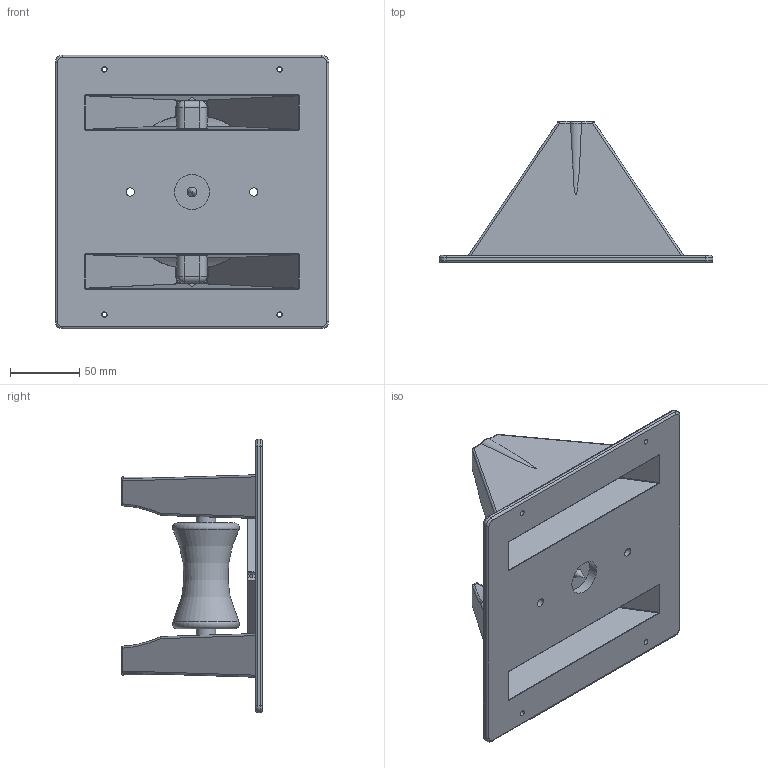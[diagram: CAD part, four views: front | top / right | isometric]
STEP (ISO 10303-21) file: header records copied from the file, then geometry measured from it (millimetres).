
FILE_DESCRIPTION((''),'2;1');
FILE_NAME('3-R-2.stp','2012-11-21T08:22:41',('rdavis'),(''),'Autodesk Inventor 2013','Autodesk Inventor 2013','');
FILE_SCHEMA(('AUTOMOTIVE_DESIGN { 1 0 10303 214 1 1 1 1 }'));
Length unit declared in the file: inch
Products named in the file (5): 3-R-2; 3R No Logo; 3-R roller assy; 3 inch Roller_3_ Roller; Rod for 3R Pipestand
Assembly tree (4 placements, depth 3):
  3-R-2
    3R No Logo
    3-R roller assy
      3 inch Roller_3_ Roller
      Rod for 3R Pipestand
Bounding box: 196.85 x 101.6 x 196.85 mm (x, y, z)
Volume: 390217.2 mm3; surface area: 205061.6 mm2
Topology: 3 solids, 3 shells, 1659 faces, 4343 edges, 2819 vertices
Faces by surface type: plane 1007, bspline 399, cylinder 129, torus 57, sphere 44, cone 23
Full cylindrical faces by diameter (mm): 3.81 x2, 5.08 x1, 6.096 x2, 6.35 x3, 13.97 x1, 16.922 x1, 19.939 x2, 25.083 x1, 41.224 x2
Entity records: 72928 total; most frequent: CARTESIAN_POINT 33038, ORIENTED_EDGE 8620, DIRECTION 6436, EDGE_CURVE 4310, VECTOR 2942, LINE 2942, VERTEX_POINT 2810, EDGE_LOOP 1826
